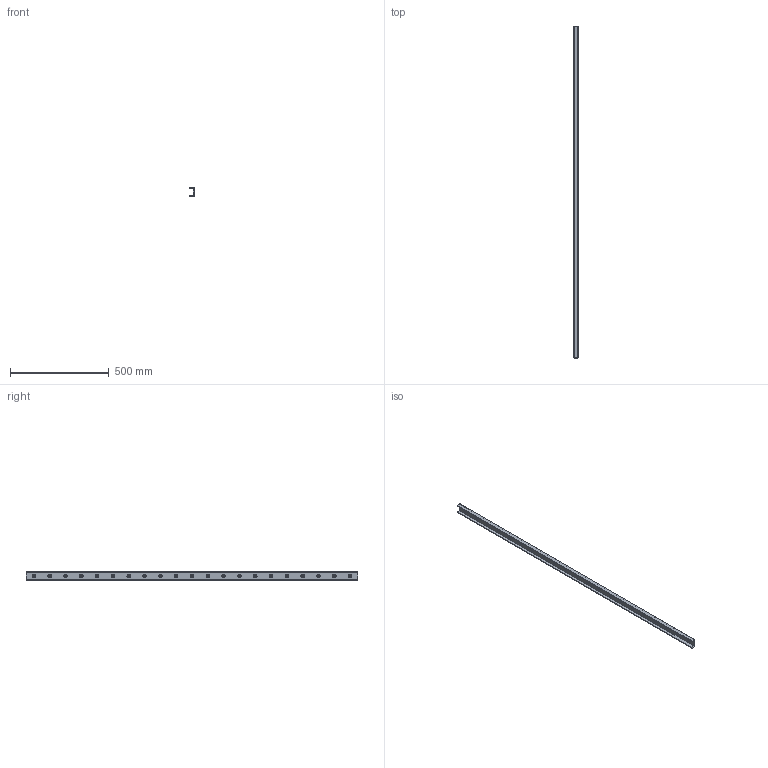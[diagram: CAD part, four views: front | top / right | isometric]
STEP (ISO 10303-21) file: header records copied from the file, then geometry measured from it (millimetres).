
FILE_DESCRIPTION( ( 'Unknown' ), '1' );
FILE_NAME( 'LCU43-1680C.stp', 'Unknown', ( 'Unknown' ), ( 'Unknown' ), 'PSStep 17.0.49', 'Unknown', ' ' );
FILE_SCHEMA( ( 'AUTOMOTIVE_DESIGN { 1 0 10303 214 1 1 1 1 }' ) );
Length unit declared in the file: millimetre
Products named in the file (1): 1
Bounding box: 21 x 1680 x 43 mm (x, y, z)
Volume: 532979.4 mm3; surface area: 267847.1 mm2
Topology: 1 solids, 1 shells, 79 faces, 189 edges, 133 vertices
Faces by surface type: cylinder 48, plane 31
Full cylindrical faces by diameter (mm): 10.5 x21, 18 x21
Entity records: 2700 total; most frequent: DIRECTION 382, CARTESIAN_POINT 318, ORIENTED_EDGE 252, EDGE_LOOP 184, AXIS2_PLACEMENT_3D 176, EDGE_CURVE 126, FACE_OUTER_BOUND 121, VERTEX_POINT 112
